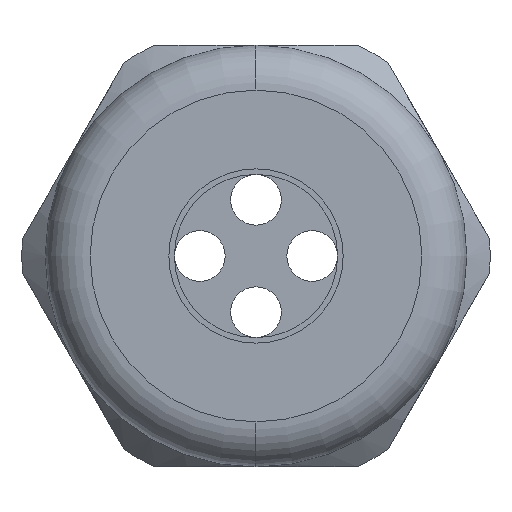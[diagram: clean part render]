
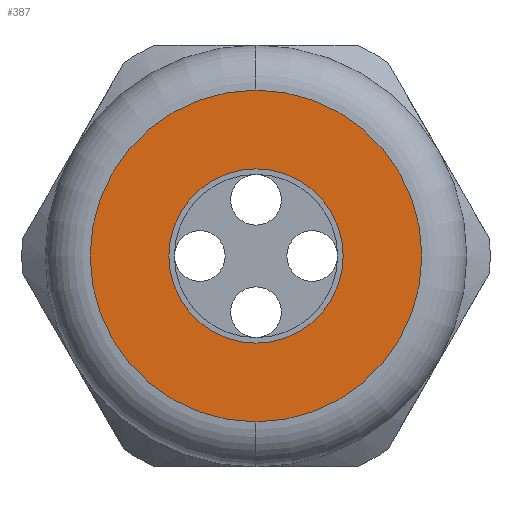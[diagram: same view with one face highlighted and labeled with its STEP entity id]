
A CAD part, left-side view. The second image highlights one B-rep face of the part: STEP entity #387.
In plain terms, the highlighted planar face has unit normal (-1, 0, 0).
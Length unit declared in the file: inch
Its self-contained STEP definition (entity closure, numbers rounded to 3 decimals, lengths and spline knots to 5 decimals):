
#32 = VERTEX_POINT ( 'NONE', #1272 ) ;
#35 = EDGE_CURVE ( 'NONE', #32, #38, #1270, .T. ) ;
#38 = VERTEX_POINT ( 'NONE', #1261 ) ;
#384 = EDGE_CURVE ( 'NONE', #4161, #4160, #1965, .T. ) ;
#387 = ADVANCED_FACE ( 'NONE', ( #1961, #1960 ), #1959, .T. ) ;
#388 = EDGE_LOOP ( 'NONE', ( #389, #444 ) ) ;
#389 = ORIENTED_EDGE ( 'NONE', *, *, #35, .T. ) ;
#444 = ORIENTED_EDGE ( 'NONE', *, *, #445, .T. ) ;
#445 = EDGE_CURVE ( 'NONE', #38, #32, #2054, .T. ) ;
#446 = EDGE_LOOP ( 'NONE', ( #447, #448 ) ) ;
#447 = ORIENTED_EDGE ( 'NONE', *, *, #384, .T. ) ;
#448 = ORIENTED_EDGE ( 'NONE', *, *, #4162, .T. ) ;
#1261 = CARTESIAN_POINT ( 'NONE',  ( -1.18, 0., -0.295 ) ) ;
#1266 = DIRECTION ( 'NONE',  ( 0., 0., 1. ) ) ;
#1267 = DIRECTION ( 'NONE',  ( -1., 0., 0. ) ) ;
#1268 = CARTESIAN_POINT ( 'NONE',  ( -1.18, 0., 0. ) ) ;
#1269 = AXIS2_PLACEMENT_3D ( 'NONE', #1268, #1267, #1266 ) ;
#1270 = CIRCLE ( 'NONE', #1269, 0.295 ) ;
#1272 = CARTESIAN_POINT ( 'NONE',  ( -1.18, 0., 0.295 ) ) ;
#1955 = DIRECTION ( 'NONE',  ( 0., 0., 1. ) ) ;
#1956 = DIRECTION ( 'NONE',  ( -1., 0., 0. ) ) ;
#1957 = CARTESIAN_POINT ( 'NONE',  ( -1.18, 0.375, 0. ) ) ;
#1958 = AXIS2_PLACEMENT_3D ( 'NONE', #1957, #1956, #1955 ) ;
#1959 = PLANE ( 'NONE',  #1958 ) ;
#1960 = FACE_BOUND ( 'NONE', #446, .T. ) ;
#1961 = FACE_OUTER_BOUND ( 'NONE', #388, .T. ) ;
#1962 = DIRECTION ( 'NONE',  ( 0., 0., -1. ) ) ;
#1963 = DIRECTION ( 'NONE',  ( 1., 0., 0. ) ) ;
#1964 = AXIS2_PLACEMENT_3D ( 'NONE', #1970, #1963, #1962 ) ;
#1965 = CIRCLE ( 'NONE', #1964, 0.155 ) ;
#1970 = CARTESIAN_POINT ( 'NONE',  ( -1.18, 0., 0. ) ) ;
#2050 = DIRECTION ( 'NONE',  ( 0., 0., 1. ) ) ;
#2051 = DIRECTION ( 'NONE',  ( -1., 0., 0. ) ) ;
#2052 = CARTESIAN_POINT ( 'NONE',  ( -1.18, 0., 0. ) ) ;
#2053 = AXIS2_PLACEMENT_3D ( 'NONE', #2052, #2051, #2050 ) ;
#2054 = CIRCLE ( 'NONE', #2053, 0.295 ) ;
#3508 = DIRECTION ( 'NONE',  ( 0., 0., -1. ) ) ;
#3509 = DIRECTION ( 'NONE',  ( 1., 0., 0. ) ) ;
#3510 = CARTESIAN_POINT ( 'NONE',  ( -1.18, 0., 0. ) ) ;
#3511 = AXIS2_PLACEMENT_3D ( 'NONE', #3510, #3509, #3508 ) ;
#3512 = CIRCLE ( 'NONE', #3511, 0.155 ) ;
#3513 = CARTESIAN_POINT ( 'NONE',  ( -1.18, 0., -0.155 ) ) ;
#3514 = CARTESIAN_POINT ( 'NONE',  ( -1.18, 0., 0.155 ) ) ;
#4160 = VERTEX_POINT ( 'NONE', #3514 ) ;
#4161 = VERTEX_POINT ( 'NONE', #3513 ) ;
#4162 = EDGE_CURVE ( 'NONE', #4160, #4161, #3512, .T. ) ;
